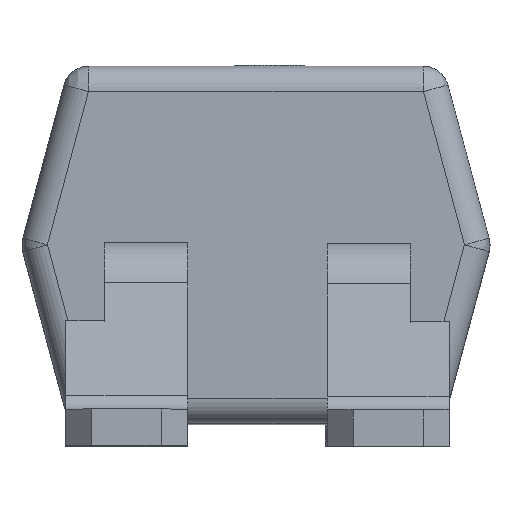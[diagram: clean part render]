
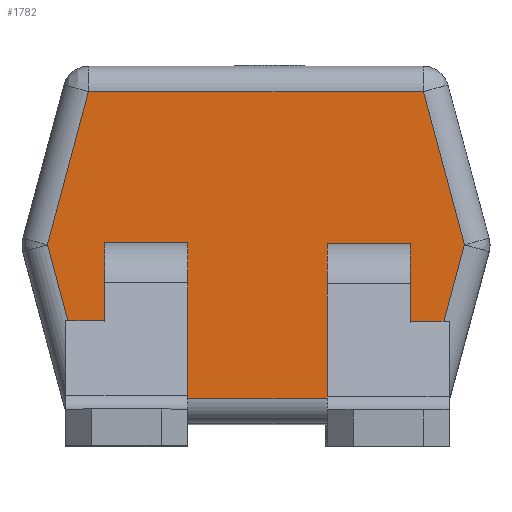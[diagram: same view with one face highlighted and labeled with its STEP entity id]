
A CAD part, top view. The second image highlights one B-rep face of the part: STEP entity #1782.
In plain terms, the highlighted planar face has unit normal (0, 0, 1).
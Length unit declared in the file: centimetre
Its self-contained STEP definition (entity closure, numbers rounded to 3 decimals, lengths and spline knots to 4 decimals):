
#43 = ORIENTED_EDGE ( 'NONE', *, *, #4957, .T. ) ;
#231 = CARTESIAN_POINT ( 'NONE',  ( 0.0661, 0.15, 0.65 ) ) ;
#524 = DIRECTION ( 'NONE',  ( -1., 0., 0. ) ) ;
#1111 = CARTESIAN_POINT ( 'NONE',  ( 0.0259, 0., 0.65 ) ) ;
#1160 = ORIENTED_EDGE ( 'NONE', *, *, #9011, .T. ) ;
#1192 = PLANE ( 'NONE',  #5545 ) ;
#1196 = LINE ( 'NONE', #7497, #8566 ) ;
#1532 = LINE ( 'NONE', #7215, #8642 ) ;
#1749 = CARTESIAN_POINT ( 'NONE',  ( 0.3939, 0.15, 0.65 ) ) ;
#1782 = ADVANCED_FACE ( 'NONE', ( #8154 ), #1192, .T. ) ;
#1827 = LINE ( 'NONE', #4908, #7336 ) ;
#1900 = CARTESIAN_POINT ( 'NONE',  ( 0.3939, -0.15, 0.65 ) ) ;
#2296 = ORIENTED_EDGE ( 'NONE', *, *, #5846, .T. ) ;
#2403 = CARTESIAN_POINT ( 'NONE',  ( 0.4341, 0., 0.65 ) ) ;
#2778 = CARTESIAN_POINT ( 'NONE',  ( 0.3939, -0.15, 0.65 ) ) ;
#2853 = VERTEX_POINT ( 'NONE', #5404 ) ;
#2924 = DIRECTION ( 'NONE',  ( 0., 0., 1. ) ) ;
#3470 = EDGE_CURVE ( 'NONE', #4178, #4797, #1827, .T. ) ;
#3579 = ORIENTED_EDGE ( 'NONE', *, *, #8810, .T. ) ;
#3679 = CARTESIAN_POINT ( 'NONE',  ( 0.23, 0., 0.65 ) ) ;
#3820 = LINE ( 'NONE', #6780, #9295 ) ;
#4103 = DIRECTION ( 'NONE',  ( -0.259, -0.966, 0. ) ) ;
#4178 = VERTEX_POINT ( 'NONE', #2403 ) ;
#4797 = VERTEX_POINT ( 'NONE', #1749 ) ;
#4908 = CARTESIAN_POINT ( 'NONE',  ( 0.4341, 0., 0.65 ) ) ;
#4957 = EDGE_CURVE ( 'NONE', #4797, #8856, #3820, .T. ) ;
#5088 = LINE ( 'NONE', #1900, #5716 ) ;
#5144 = VERTEX_POINT ( 'NONE', #1111 ) ;
#5213 = EDGE_LOOP ( 'NONE', ( #43, #2296, #1160, #9833, #3579, #7793 ) ) ;
#5404 = CARTESIAN_POINT ( 'NONE',  ( 0.0661, -0.15, 0.65 ) ) ;
#5545 = AXIS2_PLACEMENT_3D ( 'NONE', #3679, #2924, #9922 ) ;
#5594 = DIRECTION ( 'NONE',  ( 0.259, -0.966, 0. ) ) ;
#5716 = VECTOR ( 'NONE', #6631, 100. ) ;
#5846 = EDGE_CURVE ( 'NONE', #8856, #5144, #7905, .T. ) ;
#6631 = DIRECTION ( 'NONE',  ( 0.259, 0.966, 0. ) ) ;
#6780 = CARTESIAN_POINT ( 'NONE',  ( 0.23, 0.15, 0.65 ) ) ;
#7215 = CARTESIAN_POINT ( 'NONE',  ( 0.0259, 0., 0.65 ) ) ;
#7336 = VECTOR ( 'NONE', #7903, 100. ) ;
#7472 = EDGE_CURVE ( 'NONE', #7906, #2853, #1196, .T. ) ;
#7497 = CARTESIAN_POINT ( 'NONE',  ( 0.23, -0.15, 0.65 ) ) ;
#7572 = DIRECTION ( 'NONE',  ( -1., 0., 0. ) ) ;
#7793 = ORIENTED_EDGE ( 'NONE', *, *, #3470, .T. ) ;
#7903 = DIRECTION ( 'NONE',  ( -0.259, 0.966, 0. ) ) ;
#7905 = LINE ( 'NONE', #231, #9363 ) ;
#7906 = VERTEX_POINT ( 'NONE', #2778 ) ;
#8154 = FACE_OUTER_BOUND ( 'NONE', #5213, .T. ) ;
#8566 = VECTOR ( 'NONE', #524, 100. ) ;
#8642 = VECTOR ( 'NONE', #5594, 100. ) ;
#8810 = EDGE_CURVE ( 'NONE', #7906, #4178, #5088, .T. ) ;
#8856 = VERTEX_POINT ( 'NONE', #9793 ) ;
#9011 = EDGE_CURVE ( 'NONE', #5144, #2853, #1532, .T. ) ;
#9295 = VECTOR ( 'NONE', #7572, 100. ) ;
#9363 = VECTOR ( 'NONE', #4103, 100. ) ;
#9793 = CARTESIAN_POINT ( 'NONE',  ( 0.0661, 0.15, 0.65 ) ) ;
#9833 = ORIENTED_EDGE ( 'NONE', *, *, #7472, .F. ) ;
#9922 = DIRECTION ( 'NONE',  ( 1., 0., 0. ) ) ;
